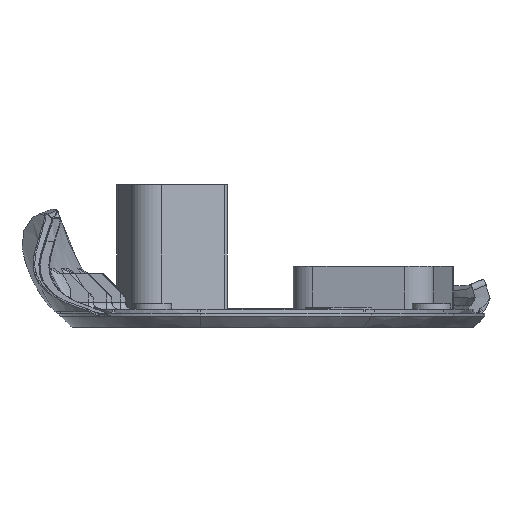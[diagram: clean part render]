
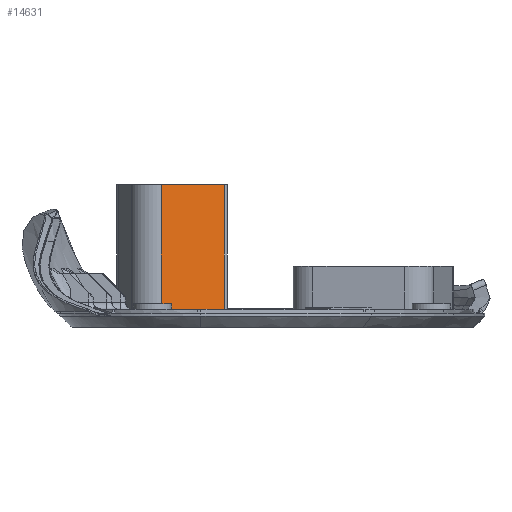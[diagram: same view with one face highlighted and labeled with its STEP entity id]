
A CAD part, left-side view. The second image highlights one B-rep face of the part: STEP entity #14631.
In plain terms, the highlighted planar face has unit normal (-0.942, -0.335, 0).
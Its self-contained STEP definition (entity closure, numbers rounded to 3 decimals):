
#2249=PLANE('',#15448);
#2844=FACE_OUTER_BOUND('',#3650,.T.);
#3650=EDGE_LOOP('',(#12782,#12783,#12784,#12785));
#4076=LINE('',#20282,#5024);
#4636=LINE('',#57639,#5584);
#4654=LINE('',#57702,#5602);
#4661=LINE('',#57720,#5609);
#5024=VECTOR('',#16070,10.);
#5584=VECTOR('',#17496,10.);
#5602=VECTOR('',#17568,10.);
#5609=VECTOR('',#17591,10.);
#6417=VERTEX_POINT('',#20279);
#6418=VERTEX_POINT('',#20281);
#7309=VERTEX_POINT('',#57636);
#7310=VERTEX_POINT('',#57638);
#7867=EDGE_CURVE('',#6417,#6418,#4076,.T.);
#9215=EDGE_CURVE('',#7309,#7310,#4636,.T.);
#9247=EDGE_CURVE('',#7310,#6417,#4654,.T.);
#9256=EDGE_CURVE('',#6418,#7309,#4661,.T.);
#12782=ORIENTED_EDGE('',*,*,#9247,.F.);
#12783=ORIENTED_EDGE('',*,*,#9215,.F.);
#12784=ORIENTED_EDGE('',*,*,#9256,.F.);
#12785=ORIENTED_EDGE('',*,*,#7867,.F.);
#14631=ADVANCED_FACE('',(#2844),#2249,.T.);
#15448=AXIS2_PLACEMENT_3D('',#57719,#17589,#17590);
#16070=DIRECTION('',(-0.335,0.942,0.));
#17496=DIRECTION('',(0.335,-0.942,0.));
#17568=DIRECTION('',(0.,0.,-1.));
#17589=DIRECTION('center_axis',(-0.942,-0.335,0.));
#17590=DIRECTION('ref_axis',(0.335,-0.942,0.));
#17591=DIRECTION('',(0.,0.,1.));
#20279=CARTESIAN_POINT('',(-32.536,3.941,0.8));
#20281=CARTESIAN_POINT('',(-37.232,17.131,0.8));
#20282=CARTESIAN_POINT('',(-29.73,-3.94,0.8));
#57636=CARTESIAN_POINT('',(-37.232,17.131,27.));
#57638=CARTESIAN_POINT('',(-32.536,3.941,27.));
#57639=CARTESIAN_POINT('',(-37.232,17.131,27.));
#57702=CARTESIAN_POINT('',(-32.536,3.941,13.9));
#57719=CARTESIAN_POINT('Origin',(-37.232,17.131,0.8));
#57720=CARTESIAN_POINT('',(-37.232,17.131,0.8));
